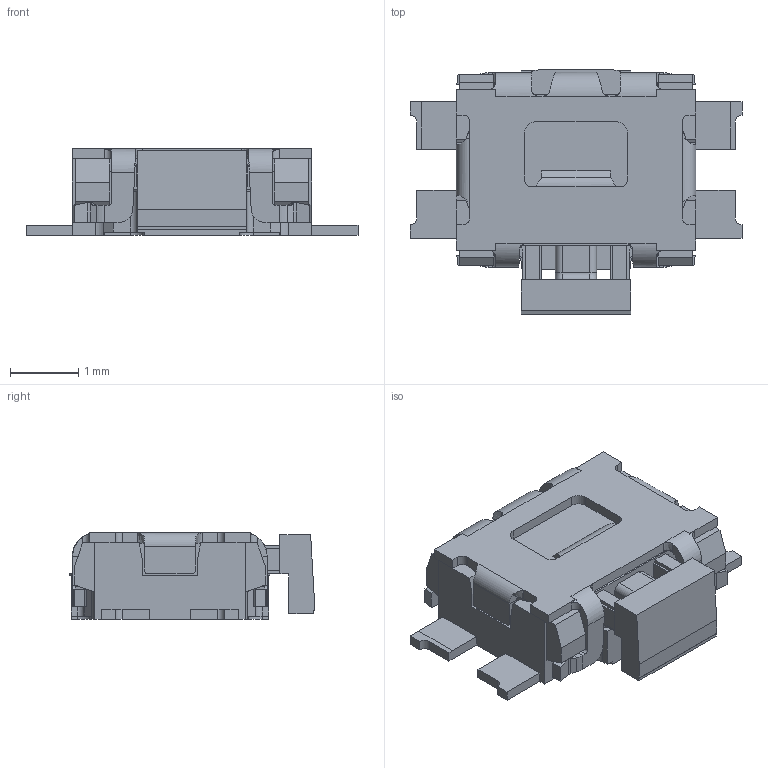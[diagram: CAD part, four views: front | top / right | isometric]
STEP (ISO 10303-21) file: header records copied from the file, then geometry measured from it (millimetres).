
FILE_DESCRIPTION(/* description */ (''),/* implementation_level */ '2;1');
FILE_NAME(/* name */ 'THAF01.step',/* time_stamp */ '2017-11-09T18:13:51+09:00',/* author */ (''),/* organization */ (''),/* preprocessor_version */ 'ST-DEVELOPER v16.13',/* originating_system */ 'Autodesk Translation Framework v6.5.0.72',/* authorisation */ '');
FILE_SCHEMA (('AUTOMOTIVE_DESIGN { 1 0 10303 214 3 1 1 }'));
Length unit declared in the file: millimetre
Products named in the file (1): SKSCLC
Bounding box: 4.85 x 3.56 x 1.27 mm (x, y, z)
Volume: 12.4 mm3; surface area: 57.9 mm2
Topology: 1 solids, 1 shells, 448 faces, 1258 edges, 802 vertices
Faces by surface type: plane 340, cylinder 92, bspline 14, torus 2
Entity records: 15199 total; most frequent: CARTESIAN_POINT 3151, ORIENTED_EDGE 2516, DIRECTION 2264, EDGE_CURVE 1258, LINE 1010, VECTOR 1010, VERTEX_POINT 802, AXIS2_PLACEMENT_3D 627
